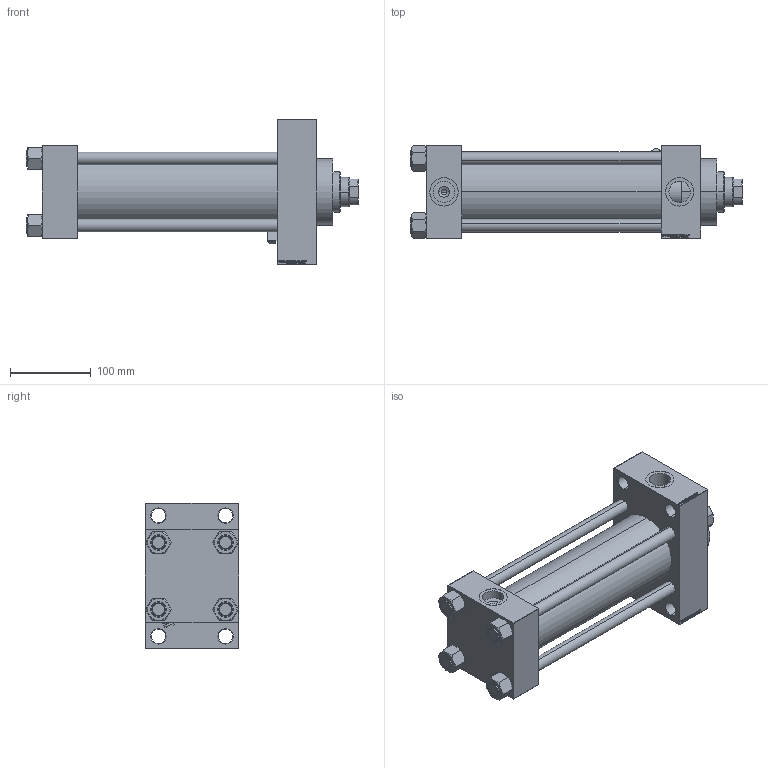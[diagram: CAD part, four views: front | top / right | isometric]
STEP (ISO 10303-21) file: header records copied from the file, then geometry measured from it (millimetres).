
FILE_DESCRIPTION (( 'STEP AP203' ), '1' );
FILE_NAME ('27d9.STEP', '2024-03-18T12:31:28', ( '' ), ( '' ), 'SwSTEP 2.0', 'SolidWorks 2019', '' );
FILE_SCHEMA (( 'CONFIG_CONTROL_DESIGN' ));
Length unit declared in the file: millimetre
Products named in the file (7): V215CR_VCP_D 86cb1b872363add763eaf8420ac12d4f; 27d9; V215CR_D_Body 86cb1b872363add763eaf8420ac12d4f; NUT_M5_D 86cb1b872363add763eaf8420ac12d4f; V215_VC_A 86cb1b872363add763eaf8420ac12d4f; V215CR_D_TYCINKA 86cb1b872363add763eaf8420ac12d4f; MSRF_MSRG1 86cb1b872363add763eaf8420ac12d4f
Assembly tree (12 placements, depth 2):
  27d9
    V215CR_D_Body 86cb1b872363add763eaf8420ac12d4f
    V215CR_VCP_D 86cb1b872363add763eaf8420ac12d4f
    NUT_M5_D 86cb1b872363add763eaf8420ac12d4f  x4
    V215CR_D_TYCINKA 86cb1b872363add763eaf8420ac12d4f  x4
    V215_VC_A 86cb1b872363add763eaf8420ac12d4f
    MSRF_MSRG1 86cb1b872363add763eaf8420ac12d4f
Bounding box: 410 x 115 x 180 mm (x, y, z)
Volume: 2452047.4 mm3; surface area: 449368.1 mm2
Topology: 12 solids, 12 shells, 1183 faces, 2978 edges, 1933 vertices
Faces by surface type: plane 563, bspline 368, cone 142, cylinder 102, torus 8
Entity records: 48715 total; most frequent: CARTESIAN_POINT 25394, ORIENTED_EDGE 5220, DIRECTION 3414, EDGE_CURVE 2610, VERTEX_POINT 1711, VECTOR 1576, LINE 1576, EDGE_LOOP 1161
